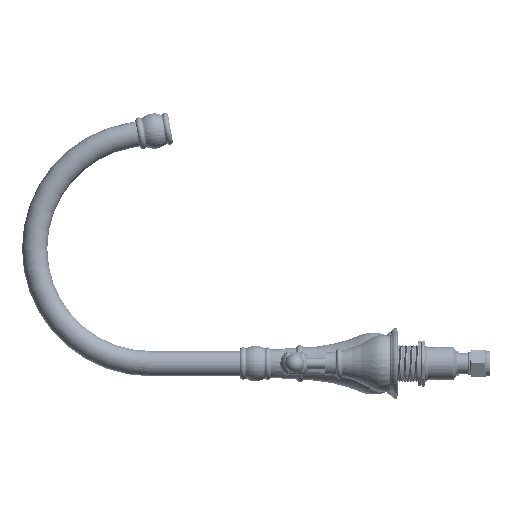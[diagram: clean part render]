
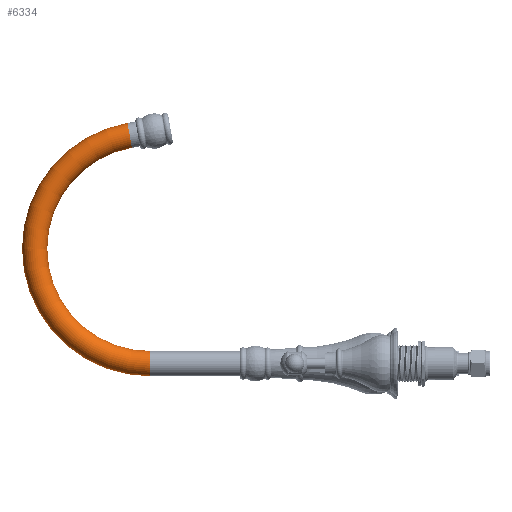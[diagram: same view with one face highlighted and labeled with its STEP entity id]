
A CAD part, left-side view. The second image highlights one B-rep face of the part: STEP entity #6334.
In plain terms, the highlighted toroidal (fillet/blend) face has major radius 100 mm and minor radius 11 mm.
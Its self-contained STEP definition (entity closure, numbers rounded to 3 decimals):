
#90 = CARTESIAN_POINT ( 'NONE',  ( 100., 80., 0. ) ) ;
#3007 = VERTEX_POINT ( 'NONE', #76302 ) ;
#3284 = EDGE_LOOP ( 'NONE', ( #20448, #30487, #103943, #38453, #14641 ) ) ;
#3469 = CARTESIAN_POINT ( 'NONE',  ( 187.648, 95.455, 0. ) ) ;
#4011 = CIRCLE ( 'NONE', #19270, 11. ) ;
#6334 = ADVANCED_FACE ( 'NONE', ( #8810 ), #16969, .T. ) ;
#8810 = FACE_OUTER_BOUND ( 'NONE', #3284, .T. ) ;
#14641 = ORIENTED_EDGE ( 'NONE', *, *, #102044, .F. ) ;
#14652 = EDGE_CURVE ( 'NONE', #91334, #3007, #27665, .T. ) ;
#15129 = CIRCLE ( 'NONE', #96589, 111. ) ;
#16969 = TOROIDAL_SURFACE ( 'NONE', #22656, 100., 11. ) ;
#18937 = DIRECTION ( 'NONE',  ( 0.174, -0.985, 0. ) ) ;
#19270 = AXIS2_PLACEMENT_3D ( 'NONE', #66598, #22114, #47667 ) ;
#19553 = EDGE_CURVE ( 'NONE', #3007, #29646, #4011, .T. ) ;
#20448 = ORIENTED_EDGE ( 'NONE', *, *, #61783, .F. ) ;
#22114 = DIRECTION ( 'NONE',  ( 0., 1., 0. ) ) ;
#22656 = AXIS2_PLACEMENT_3D ( 'NONE', #99021, #36722, #54553 ) ;
#26887 = DIRECTION ( 'NONE',  ( -1., 0., 0. ) ) ;
#27440 = DIRECTION ( 'NONE',  ( 0., 1., 0. ) ) ;
#27665 = CIRCLE ( 'NONE', #42795, 11. ) ;
#27840 = CARTESIAN_POINT ( 'NONE',  ( 198.481, 97.365, 0. ) ) ;
#28978 = DIRECTION ( 'NONE',  ( 0., 0., 1. ) ) ;
#29646 = VERTEX_POINT ( 'NONE', #62830 ) ;
#30487 = ORIENTED_EDGE ( 'NONE', *, *, #14652, .T. ) ;
#35500 = CARTESIAN_POINT ( 'NONE',  ( 209.314, 99.275, 0. ) ) ;
#36722 = DIRECTION ( 'NONE',  ( 0., 0., -1. ) ) ;
#38453 = ORIENTED_EDGE ( 'NONE', *, *, #42722, .T. ) ;
#41701 = CARTESIAN_POINT ( 'NONE',  ( 100., 80., 0. ) ) ;
#42722 = EDGE_CURVE ( 'NONE', #29646, #85354, #44439, .T. ) ;
#42795 = AXIS2_PLACEMENT_3D ( 'NONE', #109259, #27440, #63598 ) ;
#43967 = CIRCLE ( 'NONE', #108311, 11. ) ;
#44439 = CIRCLE ( 'NONE', #116390, 89. ) ;
#47667 = DIRECTION ( 'NONE',  ( 0., 0., 1. ) ) ;
#53024 = DIRECTION ( 'NONE',  ( 0., 0., -1. ) ) ;
#54553 = DIRECTION ( 'NONE',  ( -1., 0., 0. ) ) ;
#58340 = DIRECTION ( 'NONE',  ( 0., 0., -1. ) ) ;
#61783 = EDGE_CURVE ( 'NONE', #91334, #84001, #15129, .T. ) ;
#62830 = CARTESIAN_POINT ( 'NONE',  ( 11., 80., 0. ) ) ;
#63598 = DIRECTION ( 'NONE',  ( 0., 0., 1. ) ) ;
#66598 = CARTESIAN_POINT ( 'NONE',  ( 0., 80., 0. ) ) ;
#76302 = CARTESIAN_POINT ( 'NONE',  ( 0., 80., 11. ) ) ;
#84001 = VERTEX_POINT ( 'NONE', #35500 ) ;
#85354 = VERTEX_POINT ( 'NONE', #3469 ) ;
#87337 = DIRECTION ( 'NONE',  ( -1., 0., 0. ) ) ;
#91334 = VERTEX_POINT ( 'NONE', #99429 ) ;
#96589 = AXIS2_PLACEMENT_3D ( 'NONE', #90, #53024, #26887 ) ;
#99021 = CARTESIAN_POINT ( 'NONE',  ( 100., 80., 0. ) ) ;
#99429 = CARTESIAN_POINT ( 'NONE',  ( -11., 80., 0. ) ) ;
#102044 = EDGE_CURVE ( 'NONE', #84001, #85354, #43967, .T. ) ;
#103943 = ORIENTED_EDGE ( 'NONE', *, *, #19553, .T. ) ;
#108311 = AXIS2_PLACEMENT_3D ( 'NONE', #27840, #18937, #28978 ) ;
#109259 = CARTESIAN_POINT ( 'NONE',  ( 0., 80., 0. ) ) ;
#116390 = AXIS2_PLACEMENT_3D ( 'NONE', #41701, #58340, #87337 ) ;
